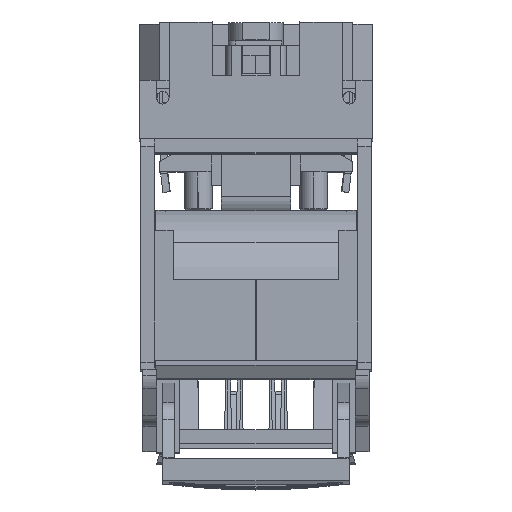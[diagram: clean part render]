
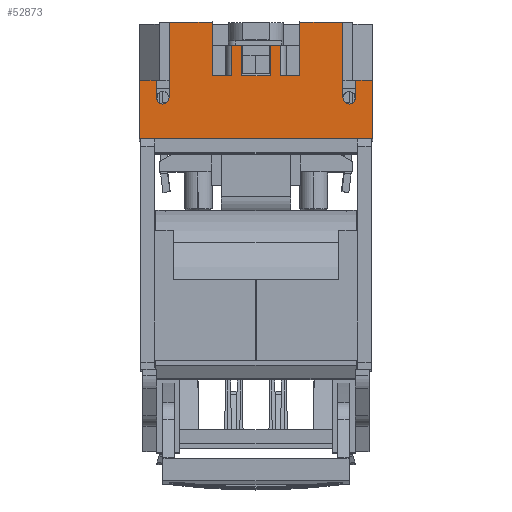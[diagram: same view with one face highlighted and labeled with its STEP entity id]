
A CAD part, top view. The second image highlights one B-rep face of the part: STEP entity #52873.
In plain terms, the highlighted planar face has unit normal (0, 0, 1).
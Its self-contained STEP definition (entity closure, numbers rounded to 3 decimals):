
#45284=AXIS2_PLACEMENT_3D('Circle Axis2P3D',#45282,#45283,$) ;
#46244=AXIS2_PLACEMENT_3D('Circle Axis2P3D',#46242,#46243,$) ;
#52757=AXIS2_PLACEMENT_3D('Plane Axis2P3D',#52754,#52755,#52756) ;
#45247=CARTESIAN_POINT('Vertex',(42.7,-36.524,277.064)) ;
#45250=CARTESIAN_POINT('Line Origine',(42.733,-32.762,277.064)) ;
#45254=CARTESIAN_POINT('Vertex',(42.766,-29.,277.064)) ;
#45282=CARTESIAN_POINT('Axis2P3D Location',(40.,-36.5,277.064)) ;
#45286=CARTESIAN_POINT('Vertex',(37.3,-36.524,277.064)) ;
#45310=CARTESIAN_POINT('Vertex',(37.016,-4.,277.064)) ;
#45315=CARTESIAN_POINT('Line Origine',(37.158,-20.262,277.064)) ;
#46205=CARTESIAN_POINT('Vertex',(-37.3,-36.524,277.064)) ;
#46208=CARTESIAN_POINT('Line Origine',(-37.158,-20.262,277.064)) ;
#46212=CARTESIAN_POINT('Vertex',(-37.016,-4.,277.064)) ;
#46239=CARTESIAN_POINT('Vertex',(-42.7,-36.524,277.064)) ;
#46242=CARTESIAN_POINT('Axis2P3D Location',(-40.,-36.5,277.064)) ;
#46270=CARTESIAN_POINT('Vertex',(-42.766,-29.,277.064)) ;
#46273=CARTESIAN_POINT('Line Origine',(-42.733,-32.762,277.064)) ;
#46514=CARTESIAN_POINT('Vertex',(50.,-54.,277.064)) ;
#46517=CARTESIAN_POINT('Line Origine',(0.,-54.,277.064)) ;
#46521=CARTESIAN_POINT('Vertex',(-50.,-54.,277.064)) ;
#47158=CARTESIAN_POINT('Vertex',(50.,-29.,277.064)) ;
#47161=CARTESIAN_POINT('Line Origine',(50.,-29.,277.064)) ;
#47367=CARTESIAN_POINT('Vertex',(18.814,-4.,277.064)) ;
#47370=CARTESIAN_POINT('Line Origine',(27.915,-4.,277.064)) ;
#47776=CARTESIAN_POINT('Line Origine',(-27.915,-4.,277.064)) ;
#47780=CARTESIAN_POINT('Vertex',(-18.814,-4.,277.064)) ;
#52754=CARTESIAN_POINT('Axis2P3D Location',(0.,-4.,277.064)) ;
#52760=CARTESIAN_POINT('Control Point',(18.814,-4.,277.064)) ;
#52761=CARTESIAN_POINT('Control Point',(18.814,-27.,277.064)) ;
#52762=CARTESIAN_POINT('Vertex',(18.814,-27.,277.064)) ;
#52765=CARTESIAN_POINT('Line Origine',(24.728,-27.,277.064)) ;
#52769=CARTESIAN_POINT('Vertex',(10.5,-27.,277.064)) ;
#52772=CARTESIAN_POINT('Line Origine',(10.5,-29.,277.064)) ;
#52776=CARTESIAN_POINT('Vertex',(10.5,-14.,277.064)) ;
#52779=CARTESIAN_POINT('Line Origine',(24.728,-14.,277.064)) ;
#52783=CARTESIAN_POINT('Vertex',(6.075,-14.,277.064)) ;
#52787=CARTESIAN_POINT('Control Point',(6.075,-14.,277.064)) ;
#52788=CARTESIAN_POINT('Control Point',(6.075,-27.,277.064)) ;
#52789=CARTESIAN_POINT('Vertex',(6.075,-27.,277.064)) ;
#52792=CARTESIAN_POINT('Line Origine',(24.728,-27.,277.064)) ;
#52796=CARTESIAN_POINT('Vertex',(-6.075,-27.,277.064)) ;
#52800=CARTESIAN_POINT('Control Point',(-6.075,-14.,277.064)) ;
#52801=CARTESIAN_POINT('Control Point',(-6.075,-27.,277.064)) ;
#52802=CARTESIAN_POINT('Vertex',(-6.075,-14.,277.064)) ;
#52805=CARTESIAN_POINT('Line Origine',(24.728,-14.,277.064)) ;
#52809=CARTESIAN_POINT('Vertex',(-10.5,-14.,277.064)) ;
#52812=CARTESIAN_POINT('Line Origine',(-10.5,-29.,277.064)) ;
#52816=CARTESIAN_POINT('Vertex',(-10.5,-27.,277.064)) ;
#52819=CARTESIAN_POINT('Line Origine',(24.728,-27.,277.064)) ;
#52823=CARTESIAN_POINT('Vertex',(-18.814,-27.,277.064)) ;
#52827=CARTESIAN_POINT('Control Point',(-18.814,-4.,277.064)) ;
#52828=CARTESIAN_POINT('Control Point',(-18.814,-27.,277.064)) ;
#52830=CARTESIAN_POINT('Line Origine',(24.728,-29.,277.064)) ;
#52834=CARTESIAN_POINT('Vertex',(-50.,-29.,277.064)) ;
#52837=CARTESIAN_POINT('Line Origine',(-50.,-29.,277.064)) ;
#52842=CARTESIAN_POINT('Line Origine',(24.728,-29.,277.064)) ;
#45251=DIRECTION('Vector Direction',(-0.009,-1.,0.)) ;
#45283=DIRECTION('Axis2P3D Direction',(0.,0.,1.)) ;
#45316=DIRECTION('Vector Direction',(0.009,-1.,0.)) ;
#46209=DIRECTION('Vector Direction',(-0.009,-1.,0.)) ;
#46243=DIRECTION('Axis2P3D Direction',(0.,0.,-1.)) ;
#46274=DIRECTION('Vector Direction',(0.009,-1.,0.)) ;
#46518=DIRECTION('Vector Direction',(-1.,0.,0.)) ;
#47162=DIRECTION('Vector Direction',(0.,1.,0.)) ;
#47371=DIRECTION('Vector Direction',(-1.,0.,0.)) ;
#47777=DIRECTION('Vector Direction',(-1.,0.,0.)) ;
#52755=DIRECTION('Axis2P3D Direction',(-0.,0.,1.)) ;
#52756=DIRECTION('Axis2P3D XDirection',(1.,0.,0.)) ;
#52766=DIRECTION('Vector Direction',(1.,0.,0.)) ;
#52773=DIRECTION('Vector Direction',(0.,1.,0.)) ;
#52780=DIRECTION('Vector Direction',(1.,0.,0.)) ;
#52793=DIRECTION('Vector Direction',(1.,0.,0.)) ;
#52806=DIRECTION('Vector Direction',(1.,0.,0.)) ;
#52813=DIRECTION('Vector Direction',(0.,1.,0.)) ;
#52820=DIRECTION('Vector Direction',(1.,0.,0.)) ;
#52831=DIRECTION('Vector Direction',(1.,0.,0.)) ;
#52838=DIRECTION('Vector Direction',(0.,1.,0.)) ;
#52843=DIRECTION('Vector Direction',(1.,0.,0.)) ;
#45252=VECTOR('Line Direction',#45251,1.) ;
#45317=VECTOR('Line Direction',#45316,1.) ;
#46210=VECTOR('Line Direction',#46209,1.) ;
#46275=VECTOR('Line Direction',#46274,1.) ;
#46519=VECTOR('Line Direction',#46518,1.) ;
#47163=VECTOR('Line Direction',#47162,1.) ;
#47372=VECTOR('Line Direction',#47371,1.) ;
#47778=VECTOR('Line Direction',#47777,1.) ;
#52767=VECTOR('Line Direction',#52766,1.) ;
#52774=VECTOR('Line Direction',#52773,1.) ;
#52781=VECTOR('Line Direction',#52780,1.) ;
#52794=VECTOR('Line Direction',#52793,1.) ;
#52807=VECTOR('Line Direction',#52806,1.) ;
#52814=VECTOR('Line Direction',#52813,1.) ;
#52821=VECTOR('Line Direction',#52820,1.) ;
#52832=VECTOR('Line Direction',#52831,1.) ;
#52839=VECTOR('Line Direction',#52838,1.) ;
#52844=VECTOR('Line Direction',#52843,1.) ;
#52848=ORIENTED_EDGE('',*,*,#47374,.F.) ;
#52849=ORIENTED_EDGE('',*,*,#52764,.T.) ;
#52850=ORIENTED_EDGE('',*,*,#52771,.F.) ;
#52851=ORIENTED_EDGE('',*,*,#52778,.T.) ;
#52852=ORIENTED_EDGE('',*,*,#52785,.F.) ;
#52853=ORIENTED_EDGE('',*,*,#52791,.T.) ;
#52854=ORIENTED_EDGE('',*,*,#52798,.T.) ;
#52855=ORIENTED_EDGE('',*,*,#52804,.F.) ;
#52856=ORIENTED_EDGE('',*,*,#52811,.T.) ;
#52857=ORIENTED_EDGE('',*,*,#52818,.F.) ;
#52858=ORIENTED_EDGE('',*,*,#52825,.T.) ;
#52859=ORIENTED_EDGE('',*,*,#52829,.F.) ;
#52860=ORIENTED_EDGE('',*,*,#47782,.T.) ;
#52861=ORIENTED_EDGE('',*,*,#46214,.T.) ;
#52862=ORIENTED_EDGE('',*,*,#46246,.T.) ;
#52863=ORIENTED_EDGE('',*,*,#46277,.T.) ;
#52864=ORIENTED_EDGE('',*,*,#52836,.F.) ;
#52865=ORIENTED_EDGE('',*,*,#52841,.T.) ;
#52866=ORIENTED_EDGE('',*,*,#46523,.F.) ;
#52867=ORIENTED_EDGE('',*,*,#47165,.F.) ;
#52868=ORIENTED_EDGE('',*,*,#52846,.F.) ;
#52869=ORIENTED_EDGE('',*,*,#45256,.F.) ;
#52870=ORIENTED_EDGE('',*,*,#45288,.F.) ;
#52871=ORIENTED_EDGE('',*,*,#45319,.F.) ;
#52873=ADVANCED_FACE('804187_05_L_NH-Leistenunterteil Gr.12  L/SL12/W/9/KM2G-F',(#52872),#52758,.T.) ;
#52759=B_SPLINE_CURVE_WITH_KNOTS('',1,(#52760,#52761),.UNSPECIFIED.,.F.,.U.,(2,2),(-11.5,11.5),.UNSPECIFIED.) ;
#52786=B_SPLINE_CURVE_WITH_KNOTS('',1,(#52787,#52788),.UNSPECIFIED.,.F.,.U.,(2,2),(-6.5,6.5),.UNSPECIFIED.) ;
#52799=B_SPLINE_CURVE_WITH_KNOTS('',1,(#52800,#52801),.UNSPECIFIED.,.F.,.U.,(2,2),(-6.5,6.5),.UNSPECIFIED.) ;
#52826=B_SPLINE_CURVE_WITH_KNOTS('',1,(#52827,#52828),.UNSPECIFIED.,.F.,.U.,(2,2),(-11.5,11.5),.UNSPECIFIED.) ;
#45285=CIRCLE('generated circle',#45284,2.7) ;
#46245=CIRCLE('generated circle',#46244,2.7) ;
#45256=EDGE_CURVE('',#45248,#45255,#45253,.F.) ;
#45288=EDGE_CURVE('',#45287,#45248,#45285,.T.) ;
#45319=EDGE_CURVE('',#45311,#45287,#45318,.T.) ;
#46214=EDGE_CURVE('',#46213,#46206,#46211,.T.) ;
#46246=EDGE_CURVE('',#46206,#46240,#46245,.T.) ;
#46277=EDGE_CURVE('',#46240,#46271,#46276,.F.) ;
#46523=EDGE_CURVE('',#46515,#46522,#46520,.T.) ;
#47165=EDGE_CURVE('',#47159,#46515,#47164,.F.) ;
#47374=EDGE_CURVE('',#47368,#45311,#47373,.F.) ;
#47782=EDGE_CURVE('',#47781,#46213,#47779,.T.) ;
#52764=EDGE_CURVE('',#47368,#52763,#52759,.T.) ;
#52771=EDGE_CURVE('',#52770,#52763,#52768,.T.) ;
#52778=EDGE_CURVE('',#52770,#52777,#52775,.T.) ;
#52785=EDGE_CURVE('',#52784,#52777,#52782,.T.) ;
#52791=EDGE_CURVE('',#52784,#52790,#52786,.T.) ;
#52798=EDGE_CURVE('',#52790,#52797,#52795,.F.) ;
#52804=EDGE_CURVE('',#52803,#52797,#52799,.T.) ;
#52811=EDGE_CURVE('',#52803,#52810,#52808,.F.) ;
#52818=EDGE_CURVE('',#52817,#52810,#52815,.T.) ;
#52825=EDGE_CURVE('',#52817,#52824,#52822,.F.) ;
#52829=EDGE_CURVE('',#47781,#52824,#52826,.T.) ;
#52836=EDGE_CURVE('',#52835,#46271,#52833,.T.) ;
#52841=EDGE_CURVE('',#52835,#46522,#52840,.F.) ;
#52846=EDGE_CURVE('',#45255,#47159,#52845,.T.) ;
#52847=EDGE_LOOP('',(#52848,#52849,#52850,#52851,#52852,#52853,#52854,#52855,#52856,#52857,#52858,#52859,#52860,#52861,#52862,#52863,#52864,#52865,#52866,#52867,#52868,#52869,#52870,#52871)) ;
#52872=FACE_OUTER_BOUND('',#52847,.T.) ;
#45253=LINE('Line',#45250,#45252) ;
#45318=LINE('Line',#45315,#45317) ;
#46211=LINE('Line',#46208,#46210) ;
#46276=LINE('Line',#46273,#46275) ;
#46520=LINE('Line',#46517,#46519) ;
#47164=LINE('Line',#47161,#47163) ;
#47373=LINE('Line',#47370,#47372) ;
#47779=LINE('Line',#47776,#47778) ;
#52768=LINE('Line',#52765,#52767) ;
#52775=LINE('Line',#52772,#52774) ;
#52782=LINE('Line',#52779,#52781) ;
#52795=LINE('Line',#52792,#52794) ;
#52808=LINE('Line',#52805,#52807) ;
#52815=LINE('Line',#52812,#52814) ;
#52822=LINE('Line',#52819,#52821) ;
#52833=LINE('Line',#52830,#52832) ;
#52840=LINE('Line',#52837,#52839) ;
#52845=LINE('Line',#52842,#52844) ;
#52758=PLANE('Plane',#52757) ;
#45248=VERTEX_POINT('',#45247) ;
#45255=VERTEX_POINT('',#45254) ;
#45287=VERTEX_POINT('',#45286) ;
#45311=VERTEX_POINT('',#45310) ;
#46206=VERTEX_POINT('',#46205) ;
#46213=VERTEX_POINT('',#46212) ;
#46240=VERTEX_POINT('',#46239) ;
#46271=VERTEX_POINT('',#46270) ;
#46515=VERTEX_POINT('',#46514) ;
#46522=VERTEX_POINT('',#46521) ;
#47159=VERTEX_POINT('',#47158) ;
#47368=VERTEX_POINT('',#47367) ;
#47781=VERTEX_POINT('',#47780) ;
#52763=VERTEX_POINT('',#52762) ;
#52770=VERTEX_POINT('',#52769) ;
#52777=VERTEX_POINT('',#52776) ;
#52784=VERTEX_POINT('',#52783) ;
#52790=VERTEX_POINT('',#52789) ;
#52797=VERTEX_POINT('',#52796) ;
#52803=VERTEX_POINT('',#52802) ;
#52810=VERTEX_POINT('',#52809) ;
#52817=VERTEX_POINT('',#52816) ;
#52824=VERTEX_POINT('',#52823) ;
#52835=VERTEX_POINT('',#52834) ;
